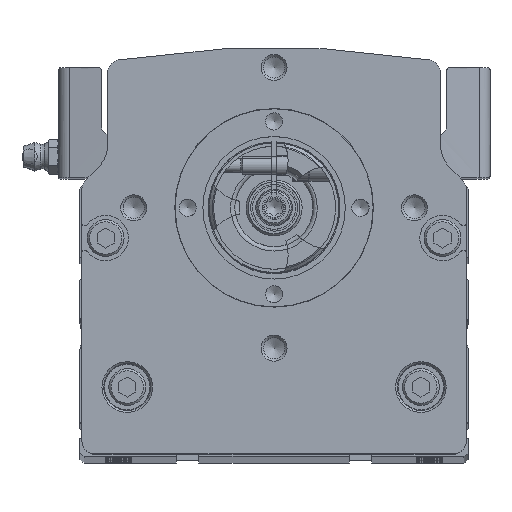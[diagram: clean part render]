
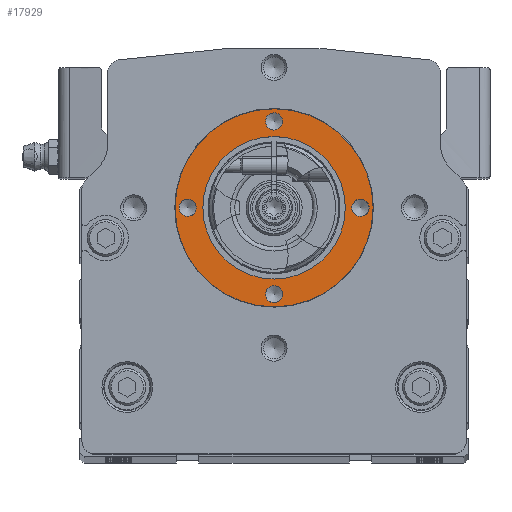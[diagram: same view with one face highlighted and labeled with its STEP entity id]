
A CAD part, top view. The second image highlights one B-rep face of the part: STEP entity #17929.
In plain terms, the highlighted planar face has unit normal (0, 0, 1).
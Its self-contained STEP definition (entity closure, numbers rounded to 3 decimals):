
#288=PLANE('',#19130);
#4608=ORIENTED_EDGE('',*,*,#7886,.F.);
#4609=ORIENTED_EDGE('',*,*,#7887,.F.);
#4610=ORIENTED_EDGE('',*,*,#7888,.T.);
#4611=ORIENTED_EDGE('',*,*,#7889,.T.);
#4612=ORIENTED_EDGE('',*,*,#7890,.T.);
#4613=ORIENTED_EDGE('',*,*,#7885,.T.);
#7885=EDGE_CURVE('',#9624,#9624,#10736,.T.);
#7886=EDGE_CURVE('',#9625,#9625,#10737,.T.);
#7887=EDGE_CURVE('',#9626,#9626,#10738,.F.);
#7888=EDGE_CURVE('',#9627,#9627,#10739,.T.);
#7889=EDGE_CURVE('',#9628,#9628,#10740,.T.);
#7890=EDGE_CURVE('',#9629,#9629,#10741,.T.);
#9624=VERTEX_POINT('',#26413);
#9625=VERTEX_POINT('',#26416);
#9626=VERTEX_POINT('',#26418);
#9627=VERTEX_POINT('',#26420);
#9628=VERTEX_POINT('',#26422);
#9629=VERTEX_POINT('',#26424);
#10736=CIRCLE('',#19129,16.5);
#10737=CIRCLE('',#19131,22.929);
#10738=CIRCLE('',#19132,2.);
#10739=CIRCLE('',#19133,2.);
#10740=CIRCLE('',#19134,2.);
#10741=CIRCLE('',#19135,2.);
#11541=EDGE_LOOP('',(#4608));
#11542=EDGE_LOOP('',(#4609));
#11543=EDGE_LOOP('',(#4610));
#11544=EDGE_LOOP('',(#4611));
#11545=EDGE_LOOP('',(#4612));
#11546=EDGE_LOOP('',(#4613));
#12710=FACE_BOUND('',#11541,.T.);
#12711=FACE_BOUND('',#11542,.T.);
#12712=FACE_BOUND('',#11543,.T.);
#12713=FACE_BOUND('',#11544,.T.);
#12714=FACE_BOUND('',#11545,.T.);
#12715=FACE_BOUND('',#11546,.T.);
#17929=ADVANCED_FACE('',(#12710,#12711,#12712,#12713,#12714,#12715),#288,
 .F.);
#19129=AXIS2_PLACEMENT_3D('',#26412,#21891,#21892);
#19130=AXIS2_PLACEMENT_3D('',#26414,#21893,#21894);
#19131=AXIS2_PLACEMENT_3D('',#26415,#21895,#21896);
#19132=AXIS2_PLACEMENT_3D('',#26417,#21897,#21898);
#19133=AXIS2_PLACEMENT_3D('',#26419,#21899,#21900);
#19134=AXIS2_PLACEMENT_3D('',#26421,#21901,#21902);
#19135=AXIS2_PLACEMENT_3D('',#26423,#21903,#21904);
#21891=DIRECTION('',(0.,0.,-1.));
#21892=DIRECTION('',(-1.,0.,0.));
#21893=DIRECTION('',(0.,0.,-1.));
#21894=DIRECTION('',(-1.,0.,0.));
#21895=DIRECTION('',(0.,0.,-1.));
#21896=DIRECTION('',(-1.,0.,0.));
#21897=DIRECTION('',(0.,0.,-1.));
#21898=DIRECTION('',(-1.,0.,0.));
#21899=DIRECTION('',(0.,0.,-1.));
#21900=DIRECTION('',(-1.,0.,0.));
#21901=DIRECTION('',(0.,0.,-1.));
#21902=DIRECTION('',(-1.,0.,0.));
#21903=DIRECTION('',(0.,0.,-1.));
#21904=DIRECTION('',(-1.,0.,0.));
#26412=CARTESIAN_POINT('',(0.,57.5,34.));
#26413=CARTESIAN_POINT('',(-16.5,57.5,34.));
#26414=CARTESIAN_POINT('',(0.,74.,34.));
#26415=CARTESIAN_POINT('',(0.,57.5,34.));
#26416=CARTESIAN_POINT('',(-22.929,57.5,34.));
#26417=CARTESIAN_POINT('',(0.,77.5,34.));
#26418=CARTESIAN_POINT('',(-2.,77.5,34.));
#26419=CARTESIAN_POINT('',(20.,57.5,34.));
#26420=CARTESIAN_POINT('',(18.,57.5,34.));
#26421=CARTESIAN_POINT('',(0.,37.5,34.));
#26422=CARTESIAN_POINT('',(-2.,37.5,34.));
#26423=CARTESIAN_POINT('',(-20.,57.5,34.));
#26424=CARTESIAN_POINT('',(-22.,57.5,34.));
